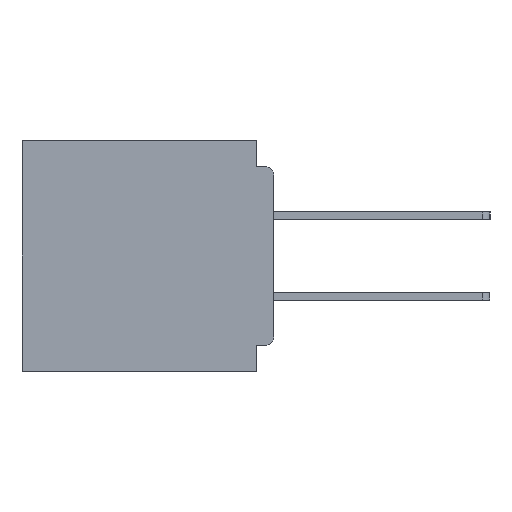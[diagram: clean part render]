
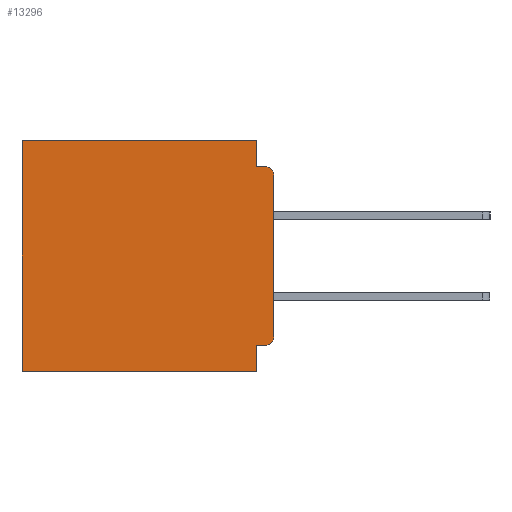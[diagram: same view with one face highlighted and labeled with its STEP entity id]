
A CAD part, left-side view. The second image highlights one B-rep face of the part: STEP entity #13296.
In plain terms, the highlighted planar face has unit normal (-1, 0, 0).
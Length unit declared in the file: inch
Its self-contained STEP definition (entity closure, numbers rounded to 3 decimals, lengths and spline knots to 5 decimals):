
#1610 = EDGE_CURVE ( 'NONE', #33930, #39155, #29140, .T. ) ;
#2776 = CARTESIAN_POINT ( 'NONE',  ( 0.3, 0.031, 0. ) ) ;
#3750 = DIRECTION ( 'NONE',  ( -1., 0., 0. ) ) ;
#3821 = ORIENTED_EDGE ( 'NONE', *, *, #8169, .F. ) ;
#3902 = DIRECTION ( 'NONE',  ( 0., 1., 0. ) ) ;
#4265 = CARTESIAN_POINT ( 'NONE',  ( 0.3, 0.437, 0. ) ) ;
#4571 = DIRECTION ( 'NONE',  ( 0., 0., -1. ) ) ;
#4583 = VERTEX_POINT ( 'NONE', #26441 ) ;
#4898 = VECTOR ( 'NONE', #3902, 39.37008 ) ;
#5447 = ORIENTED_EDGE ( 'NONE', *, *, #13274, .F. ) ;
#5943 = CARTESIAN_POINT ( 'NONE',  ( 0.3, 0., -0.045 ) ) ;
#6068 = LINE ( 'NONE', #18388, #4898 ) ;
#6070 = DIRECTION ( 'NONE',  ( 0., 0., -1. ) ) ;
#6449 = AXIS2_PLACEMENT_3D ( 'NONE', #30387, #8571, #34004 ) ;
#7745 = DIRECTION ( 'NONE',  ( 0., 1., 0. ) ) ;
#7769 = VERTEX_POINT ( 'NONE', #32693 ) ;
#7903 = DIRECTION ( 'NONE',  ( 0., 0., -1. ) ) ;
#8169 = EDGE_CURVE ( 'NONE', #17879, #19227, #14007, .T. ) ;
#8571 = DIRECTION ( 'NONE',  ( 1., 0., 0. ) ) ;
#8952 = AXIS2_PLACEMENT_3D ( 'NONE', #35048, #13252, #38780 ) ;
#11339 = CARTESIAN_POINT ( 'NONE',  ( 0.3, 0., -0.355 ) ) ;
#11661 = EDGE_CURVE ( 'NONE', #19227, #29558, #32969, .T. ) ;
#11752 = LINE ( 'NONE', #15575, #20979 ) ;
#11987 = EDGE_CURVE ( 'NONE', #4583, #7769, #47280, .T. ) ;
#12143 = CIRCLE ( 'NONE', #40174, 0.015 ) ;
#12503 = CARTESIAN_POINT ( 'NONE',  ( 0.3, 0.031, -0.4 ) ) ;
#13252 = DIRECTION ( 'NONE',  ( -1., 0., 0. ) ) ;
#13255 = CARTESIAN_POINT ( 'NONE',  ( 0.3, 0.031, 0. ) ) ;
#13274 = EDGE_CURVE ( 'NONE', #7769, #15847, #11752, .T. ) ;
#13296 = ADVANCED_FACE ( 'NONE', ( #29995 ), #23128, .F. ) ;
#13805 = EDGE_CURVE ( 'NONE', #15847, #25655, #46613, .T. ) ;
#14007 = LINE ( 'NONE', #13255, #43173 ) ;
#15575 = CARTESIAN_POINT ( 'NONE',  ( 0.3, 0.031, -0.4 ) ) ;
#15847 = VERTEX_POINT ( 'NONE', #12503 ) ;
#15858 = CARTESIAN_POINT ( 'NONE',  ( 0.3, 0.031, -0.045 ) ) ;
#16434 = EDGE_LOOP ( 'NONE', ( #20566, #22447, #24353, #3821, #27652, #22249, #46144, #5447, #23757, #37328 ) ) ;
#17879 = VERTEX_POINT ( 'NONE', #2776 ) ;
#18388 = CARTESIAN_POINT ( 'NONE',  ( 0.3, 0., 0. ) ) ;
#19227 = VERTEX_POINT ( 'NONE', #15858 ) ;
#19457 = VECTOR ( 'NONE', #40113, 39.37008 ) ;
#20566 = ORIENTED_EDGE ( 'NONE', *, *, #1610, .F. ) ;
#20979 = VECTOR ( 'NONE', #4571, 39.37008 ) ;
#22249 = ORIENTED_EDGE ( 'NONE', *, *, #45206, .T. ) ;
#22447 = ORIENTED_EDGE ( 'NONE', *, *, #30639, .T. ) ;
#23006 = CARTESIAN_POINT ( 'NONE',  ( 0.3, 0.015, -0.045 ) ) ;
#23128 = PLANE ( 'NONE',  #6449 ) ;
#23757 = ORIENTED_EDGE ( 'NONE', *, *, #11987, .F. ) ;
#24041 = CARTESIAN_POINT ( 'NONE',  ( 0.3, 0., -0.06 ) ) ;
#24353 = ORIENTED_EDGE ( 'NONE', *, *, #11661, .F. ) ;
#24603 = CARTESIAN_POINT ( 'NONE',  ( 0.3, 0., -0.34 ) ) ;
#25610 = CARTESIAN_POINT ( 'NONE',  ( 0.3, 0.015, -0.34 ) ) ;
#25655 = VERTEX_POINT ( 'NONE', #35318 ) ;
#26441 = CARTESIAN_POINT ( 'NONE',  ( 0.3, 0.015, -0.355 ) ) ;
#27652 = ORIENTED_EDGE ( 'NONE', *, *, #47126, .T. ) ;
#29140 = LINE ( 'NONE', #34239, #19457 ) ;
#29223 = DIRECTION ( 'NONE',  ( 0., 0., -1. ) ) ;
#29546 = CARTESIAN_POINT ( 'NONE',  ( 0.3, 0., -0.4 ) ) ;
#29558 = VERTEX_POINT ( 'NONE', #23006 ) ;
#29995 = FACE_OUTER_BOUND ( 'NONE', #16434, .T. ) ;
#30387 = CARTESIAN_POINT ( 'NONE',  ( 0.3, 0., -0.4 ) ) ;
#30588 = VECTOR ( 'NONE', #7745, 39.37008 ) ;
#30639 = EDGE_CURVE ( 'NONE', #33930, #29558, #31294, .T. ) ;
#31294 = CIRCLE ( 'NONE', #8952, 0.015 ) ;
#32693 = CARTESIAN_POINT ( 'NONE',  ( 0.3, 0.031, -0.355 ) ) ;
#32969 = LINE ( 'NONE', #5943, #41603 ) ;
#33930 = VERTEX_POINT ( 'NONE', #24041 ) ;
#34004 = DIRECTION ( 'NONE',  ( 0., 0., -1. ) ) ;
#34239 = CARTESIAN_POINT ( 'NONE',  ( 0.3, 0., -0.4 ) ) ;
#34760 = LINE ( 'NONE', #40563, #37613 ) ;
#35048 = CARTESIAN_POINT ( 'NONE',  ( 0.3, 0.015, -0.06 ) ) ;
#35083 = DIRECTION ( 'NONE',  ( 0., -1., 0. ) ) ;
#35318 = CARTESIAN_POINT ( 'NONE',  ( 0.3, 0.437, -0.4 ) ) ;
#36831 = DIRECTION ( 'NONE',  ( 0., 1., 0. ) ) ;
#37328 = ORIENTED_EDGE ( 'NONE', *, *, #43413, .T. ) ;
#37534 = VECTOR ( 'NONE', #36831, 39.37008 ) ;
#37613 = VECTOR ( 'NONE', #7903, 39.37008 ) ;
#38780 = DIRECTION ( 'NONE',  ( 0., 0., -1. ) ) ;
#39155 = VERTEX_POINT ( 'NONE', #24603 ) ;
#40113 = DIRECTION ( 'NONE',  ( 0., 0., -1. ) ) ;
#40174 = AXIS2_PLACEMENT_3D ( 'NONE', #25610, #3750, #29223 ) ;
#40563 = CARTESIAN_POINT ( 'NONE',  ( 0.3, 0.437, -0.4 ) ) ;
#41603 = VECTOR ( 'NONE', #35083, 39.37008 ) ;
#42873 = VERTEX_POINT ( 'NONE', #4265 ) ;
#43173 = VECTOR ( 'NONE', #6070, 39.37008 ) ;
#43413 = EDGE_CURVE ( 'NONE', #4583, #39155, #12143, .T. ) ;
#45206 = EDGE_CURVE ( 'NONE', #42873, #25655, #34760, .T. ) ;
#46144 = ORIENTED_EDGE ( 'NONE', *, *, #13805, .F. ) ;
#46613 = LINE ( 'NONE', #29546, #30588 ) ;
#47126 = EDGE_CURVE ( 'NONE', #17879, #42873, #6068, .T. ) ;
#47280 = LINE ( 'NONE', #11339, #37534 ) ;
